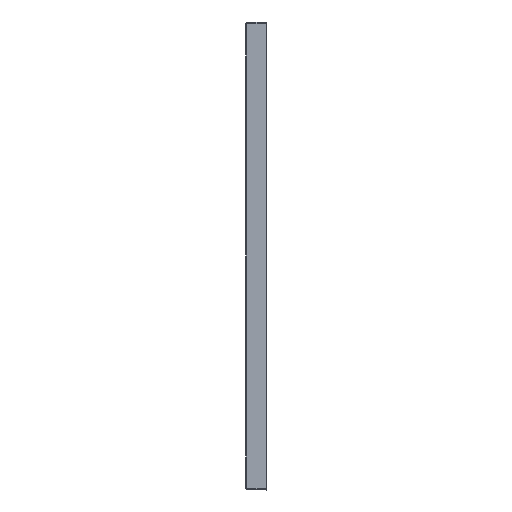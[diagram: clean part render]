
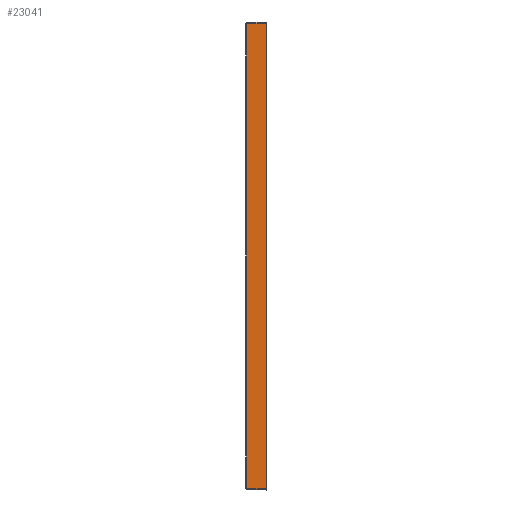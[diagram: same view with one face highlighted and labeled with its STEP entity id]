
A CAD part, left-side view. The second image highlights one B-rep face of the part: STEP entity #23041.
In plain terms, the highlighted planar face has unit normal (-0.999, 0.035, 0).
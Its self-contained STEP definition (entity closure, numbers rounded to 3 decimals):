
#1229=CARTESIAN_POINT('',(-800.,-40.,535.501));
#1231=DIRECTION('',(0.,0.,-1.));
#1232=VECTOR('',#1231,896.002);
#1233=CARTESIAN_POINT('',(-800.,-40.,
535.501));
#1234=LINE('',#1233,#1232);
#1235=DIRECTION('',(0.035,0.999,0.035));
#1236=VECTOR('',#1235,38.115);
#1237=CARTESIAN_POINT('',(-800.,-40.,
-360.501));
#1238=LINE('',#1237,#1236);
#1239=CARTESIAN_POINT('',(-798.671,-1.932,
-359.172));
#1240=CARTESIAN_POINT('',(-798.671,-1.939,
-350.232));
#1241=CARTESIAN_POINT('',(-798.671,-1.955,
-328.611));
#1242=CARTESIAN_POINT('',(-798.672,-1.978,
-293.054));
#1243=CARTESIAN_POINT('',(-798.673,-1.986,
-266.437));
#1244=CARTESIAN_POINT('',(-798.673,-1.986,
-252.5));
#1246=CARTESIAN_POINT('',(-798.673,-1.986,
-252.5));
#1247=CARTESIAN_POINT('',(-798.673,-1.986,
-215.577));
#1248=CARTESIAN_POINT('',(-798.672,-1.97,
-141.85));
#1249=CARTESIAN_POINT('',(-798.671,-1.933,
-28.517));
#1250=CARTESIAN_POINT('',(-798.67,-1.924,
47.893));
#1251=CARTESIAN_POINT('',(-798.671,-1.93,
87.5));
#1253=DIRECTION('',(0.,0.,1.));
#1254=VECTOR('',#1253,340.);
#1255=CARTESIAN_POINT('',(-798.671,-1.93,
87.5));
#1256=LINE('',#1255,#1254);
#1257=CARTESIAN_POINT('',(-798.673,-1.986,
427.5));
#1258=CARTESIAN_POINT('',(-798.673,-1.986,
439.375));
#1259=CARTESIAN_POINT('',(-798.672,-1.98,
462.997));
#1260=CARTESIAN_POINT('',(-798.672,-1.959,
498.554));
#1261=CARTESIAN_POINT('',(-798.671,-1.941,
522.236));
#1262=CARTESIAN_POINT('',(-798.671,-1.932,
534.172));
#1264=DIRECTION('',(-0.035,-0.999,0.035));
#1265=VECTOR('',#1264,38.115);
#1266=CARTESIAN_POINT('',(-798.671,-1.932,
534.172));
#1267=LINE('',#1266,#1265);
#1307=CARTESIAN_POINT('',(-798.673,-1.986,
-252.5));
#20602=VERTEX_POINT('',#1307);
#20603=CARTESIAN_POINT('',(-798.671,-1.93,
87.5));
#20604=VERTEX_POINT('',#20603);
#20635=CARTESIAN_POINT('',(-798.671,-1.932,
534.172));
#20636=VERTEX_POINT('',#20635);
#20637=VERTEX_POINT('',#1229);
#20638=CARTESIAN_POINT('',(-800.,-40.,
-360.501));
#20639=VERTEX_POINT('',#20638);
#20640=CARTESIAN_POINT('',(-798.671,-1.932,
-359.172));
#20641=VERTEX_POINT('',#20640);
#20642=CARTESIAN_POINT('',(-798.673,-1.986,
427.5));
#20643=VERTEX_POINT('',#20642);
#23022=CARTESIAN_POINT('',(-799.335,-20.964,87.5));
#23023=DIRECTION('',(0.999,-0.035,0.));
#23024=DIRECTION('',(0.035,0.999,0.));
#23025=AXIS2_PLACEMENT_3D('',#23022,#23023,#23024);
#23026=PLANE('',#23025);
#23027=ORIENTED_EDGE('',*,*,#21174,.T.);
#23029=ORIENTED_EDGE('',*,*,#23028,.T.);
#23031=ORIENTED_EDGE('',*,*,#23030,.T.);
#23033=ORIENTED_EDGE('',*,*,#23032,.T.);
#23035=ORIENTED_EDGE('',*,*,#23034,.T.);
#23037=ORIENTED_EDGE('',*,*,#23036,.T.);
#23038=ORIENTED_EDGE('',*,*,#23015,.T.);
#23039=EDGE_LOOP('',(#23027,#23029,#23031,#23033,#23035,#23037,#23038));
#23040=FACE_OUTER_BOUND('',#23039,.F.);
#23041=ADVANCED_FACE('',(#23040),#23026,.F.);
#1245=B_SPLINE_CURVE_WITH_KNOTS('',3,(#1239,#1240,#1241,#1242,#1243,#1244),
.UNSPECIFIED.,.F.,.F.,(4,1,1,4),(0.,0.251,0.608,1.),
.UNSPECIFIED.);
#1252=B_SPLINE_CURVE_WITH_KNOTS('',3,(#1246,#1247,#1248,#1249,#1250,#1251),
.UNSPECIFIED.,.F.,.F.,(4,1,1,4),(0.,0.326,0.651,1.),
.UNSPECIFIED.);
#1263=B_SPLINE_CURVE_WITH_KNOTS('',3,(#1257,#1258,#1259,#1260,#1261,#1262),
.UNSPECIFIED.,.F.,.F.,(4,1,1,4),(0.,0.334,0.664,1.),
.UNSPECIFIED.);
#21174=EDGE_CURVE('',#20637,#20639,#1234,.T.);
#23015=EDGE_CURVE('',#20636,#20637,#1267,.T.);
#23028=EDGE_CURVE('',#20639,#20641,#1238,.T.);
#23030=EDGE_CURVE('',#20641,#20602,#1245,.T.);
#23032=EDGE_CURVE('',#20602,#20604,#1252,.T.);
#23034=EDGE_CURVE('',#20604,#20643,#1256,.T.);
#23036=EDGE_CURVE('',#20643,#20636,#1263,.T.);
